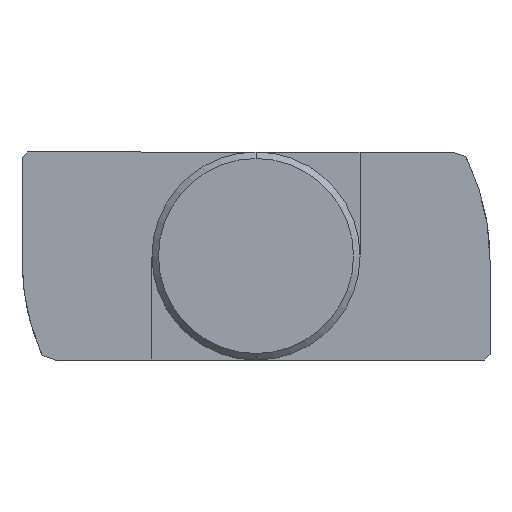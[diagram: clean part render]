
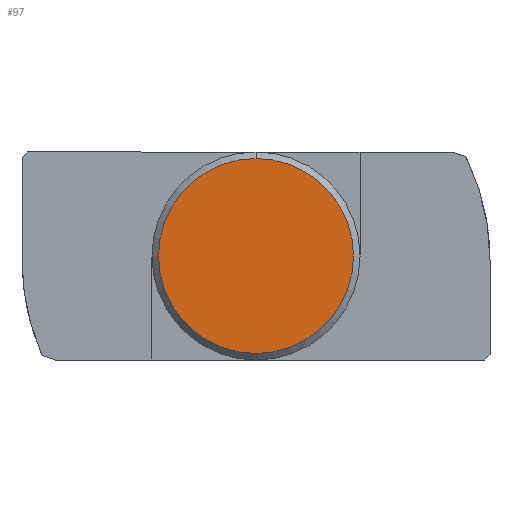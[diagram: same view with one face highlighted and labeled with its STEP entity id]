
A CAD part, front view. The second image highlights one B-rep face of the part: STEP entity #97.
In plain terms, the highlighted planar face has unit normal (0, -1, 0).
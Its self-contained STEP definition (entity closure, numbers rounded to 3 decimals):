
#19 = EDGE_CURVE ( 'NONE', #770, #758, #585, .T. ) ;
#67 = ORIENTED_EDGE ( 'NONE', *, *, #19, .T. ) ;
#83 = ORIENTED_EDGE ( 'NONE', *, *, #480, .T. ) ;
#97 = ADVANCED_FACE ( 'NONE', ( #868 ), #649, .T. ) ;
#132 = CARTESIAN_POINT ( 'NONE',  ( -9., -63.25, -4. ) ) ;
#133 = DIRECTION ( 'NONE',  ( 0., -1., 0. ) ) ;
#134 = DIRECTION ( 'NONE',  ( 0., 0., 1. ) ) ;
#234 = CARTESIAN_POINT ( 'NONE',  ( -9., -63.25, -7.75 ) ) ;
#307 = CARTESIAN_POINT ( 'NONE',  ( -9., -63.25, -0.25 ) ) ;
#393 = CIRCLE ( 'NONE', #437, 3.75 ) ;
#419 = EDGE_LOOP ( 'NONE', ( #83, #67 ) ) ;
#437 = AXIS2_PLACEMENT_3D ( 'NONE', #132, #133, #134 ) ;
#445 = AXIS2_PLACEMENT_3D ( 'NONE', #650, #651, #652 ) ;
#452 = AXIS2_PLACEMENT_3D ( 'NONE', #731, #732, #733 ) ;
#480 = EDGE_CURVE ( 'NONE', #758, #770, #393, .T. ) ;
#585 = CIRCLE ( 'NONE', #452, 3.75 ) ;
#649 = PLANE ( 'NONE',  #445 ) ;
#650 = CARTESIAN_POINT ( 'NONE',  ( -12.795, -63.25, -0.205 ) ) ;
#651 = DIRECTION ( 'NONE',  ( 0., -1., 0. ) ) ;
#652 = DIRECTION ( 'NONE',  ( 0., 0., -1. ) ) ;
#731 = CARTESIAN_POINT ( 'NONE',  ( -9., -63.25, -4. ) ) ;
#732 = DIRECTION ( 'NONE',  ( 0., -1., 0. ) ) ;
#733 = DIRECTION ( 'NONE',  ( 0., 0., 1. ) ) ;
#758 = VERTEX_POINT ( 'NONE', #307 ) ;
#770 = VERTEX_POINT ( 'NONE', #234 ) ;
#868 = FACE_OUTER_BOUND ( 'NONE', #419, .T. ) ;
